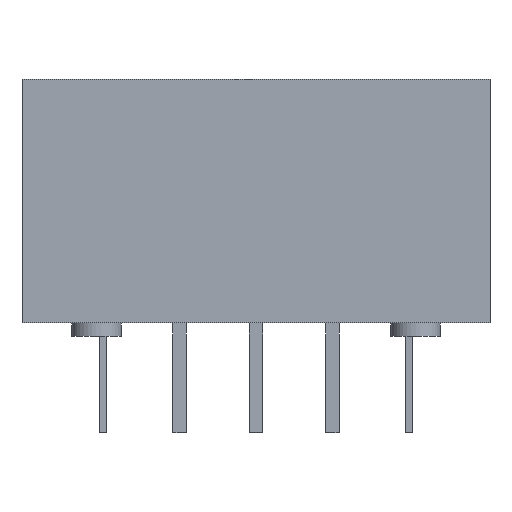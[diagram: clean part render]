
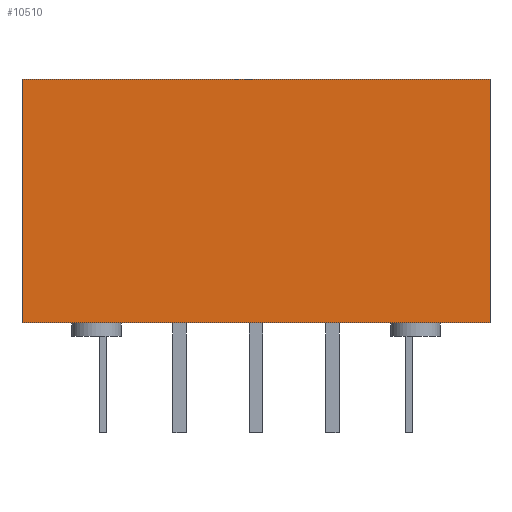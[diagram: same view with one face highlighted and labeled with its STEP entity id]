
A CAD part, front view. The second image highlights one B-rep face of the part: STEP entity #10510.
In plain terms, the highlighted planar face has unit normal (0, -1, 0).
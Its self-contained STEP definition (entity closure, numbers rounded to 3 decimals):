
#9409=CARTESIAN_POINT('',(-7.78,-7.78,8.55));
#9410=VERTEX_POINT('',#9409);
#9417=CARTESIAN_POINT('',(7.78,-7.78,8.55));
#9418=VERTEX_POINT('',#9417);
#9419=CARTESIAN_POINT('',(-7.78,-7.78,8.55));
#9420=DIRECTION('',(1.0,0.0,0.0));
#9421=VECTOR('',#9420,15.56);
#9422=LINE('',#9419,#9421);
#9423=EDGE_CURVE('',#9410,#9418,#9422,.T.);
#10469=CARTESIAN_POINT('',(-7.78,-7.78,0.45));
#10470=VERTEX_POINT('',#10469);
#10477=CARTESIAN_POINT('',(-7.78,-7.78,8.55));
#10478=DIRECTION('',(0.0,0.0,-1.0));
#10479=VECTOR('',#10478,8.1);
#10480=LINE('',#10477,#10479);
#10481=EDGE_CURVE('',#9410,#10470,#10480,.T.);
#10487=CARTESIAN_POINT('',(-8.558,-7.78,0.045));
#10488=DIRECTION('',(0.0,-1.0,0.0));
#10489=DIRECTION('',(0.0,0.0,-1.0));
#10490=AXIS2_PLACEMENT_3D('',#10487,#10488,#10489);
#10491=PLANE('',#10490);
#10492=ORIENTED_EDGE('',*,*,#10481,.T.);
#10493=CARTESIAN_POINT('',(7.78,-7.78,0.45));
#10494=VERTEX_POINT('',#10493);
#10495=CARTESIAN_POINT('',(-7.78,-7.78,0.45));
#10496=DIRECTION('',(1.0,0.0,0.0));
#10497=VECTOR('',#10496,15.56);
#10498=LINE('',#10495,#10497);
#10499=EDGE_CURVE('',#10470,#10494,#10498,.T.);
#10500=ORIENTED_EDGE('',*,*,#10499,.T.);
#10501=CARTESIAN_POINT('',(7.78,-7.78,8.55));
#10502=DIRECTION('',(0.0,0.0,-1.0));
#10503=VECTOR('',#10502,8.1);
#10504=LINE('',#10501,#10503);
#10505=EDGE_CURVE('',#9418,#10494,#10504,.T.);
#10506=ORIENTED_EDGE('',*,*,#10505,.F.);
#10507=ORIENTED_EDGE('',*,*,#9423,.F.);
#10508=EDGE_LOOP('',(#10492,#10500,#10506,#10507));
#10509=FACE_OUTER_BOUND('',#10508,.T.);
#10510=ADVANCED_FACE('',(#10509),#10491,.T.);
